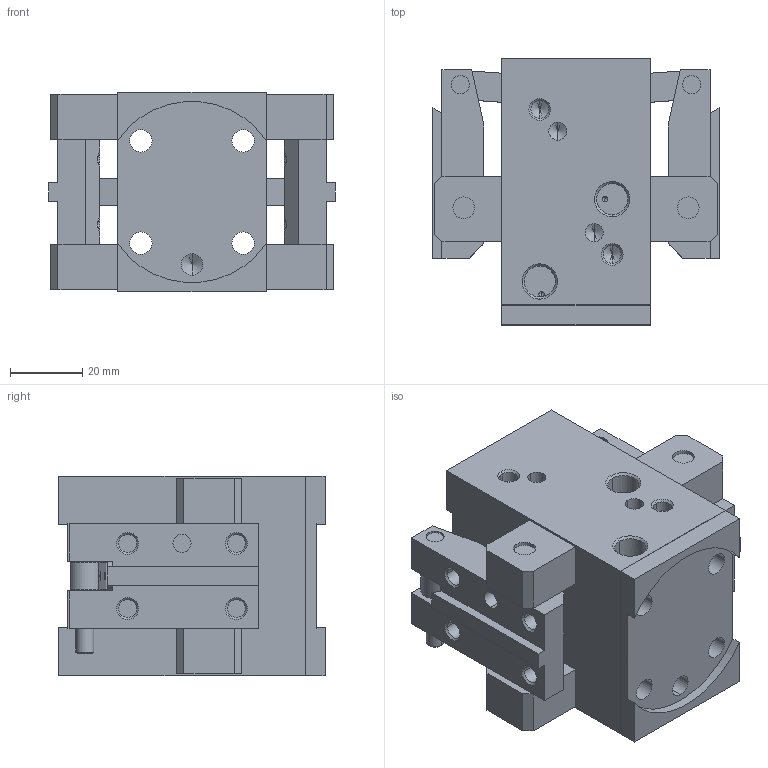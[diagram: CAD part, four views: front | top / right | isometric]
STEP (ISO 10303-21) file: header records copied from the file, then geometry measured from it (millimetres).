
FILE_DESCRIPTION( ( '' ), '1' );
FILE_NAME( '0g550_12_5_op600gcb_0_2_14a.stp', '2010-10-25T15:50:12', ( '' ), ( '' ), ' ', ' ', ' ' );
FILE_SCHEMA( ( 'automotive_design' ) );
Length unit declared in the file: millimetre
Products named in the file (6): 1; 2; 3; 4; 5; 6
Bounding box: 79 x 73.5 x 55 mm (x, y, z)
Volume: 180353.9 mm3; surface area: 51527.7 mm2
Topology: 6 solids, 6 shells, 314 faces, 832 edges, 518 vertices
Faces by surface type: cylinder 122, plane 120, cone 72
Entity records: 19305 total; most frequent: CARTESIAN_POINT 2018, DIRECTION 1736, STYLED_ITEM 1646, PRESENTATION_STYLE_ASSIGNMENT 1646, COLOUR_RGB 1646, ORIENTED_EDGE 1616, EDGE_CURVE 808, CURVE_STYLE 808
